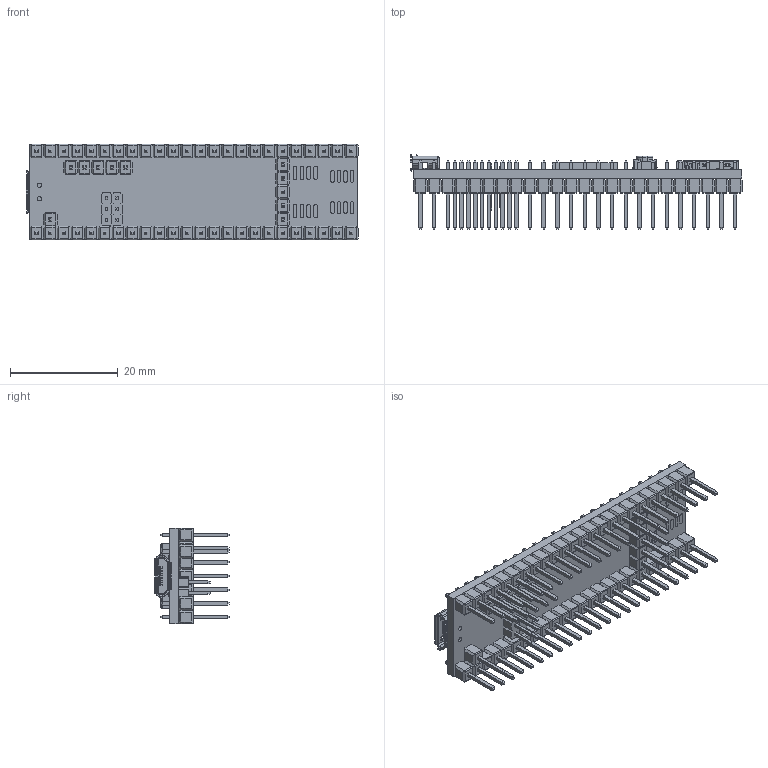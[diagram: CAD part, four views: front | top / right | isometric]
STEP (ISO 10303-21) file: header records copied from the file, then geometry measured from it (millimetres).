
FILE_DESCRIPTION (( 'STEP AP214' ), '1' );
FILE_NAME ('DEV-16771.STEP', '2021-10-25T18:49:26', ( '' ), ( '' ), 'SwSTEP 2.0', 'SolidWorks 2017', '' );
FILE_SCHEMA (( 'AUTOMOTIVE_DESIGN' ));
Length unit declared in the file: millimetre
Products named in the file (1): DEV-16771
Bounding box: 61.66 x 13.85 x 17.78 mm (x, y, z)
Volume: 3183.6 mm3; surface area: 9381.1 mm2
Topology: 241 solids, 241 shells, 4716 faces, 12006 edges, 7760 vertices
Faces by surface type: plane 3491, cylinder 1141, bspline 65, torus 19
Entity records: 145933 total; most frequent: CARTESIAN_POINT 27725, ORIENTED_EDGE 23976, DIRECTION 22761, EDGE_CURVE 11988, LINE 9327, VECTOR 9327, VERTEX_POINT 7760, AXIS2_PLACEMENT_3D 6717
